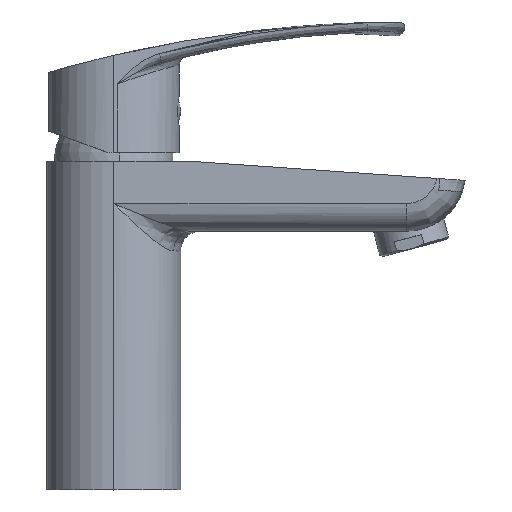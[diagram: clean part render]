
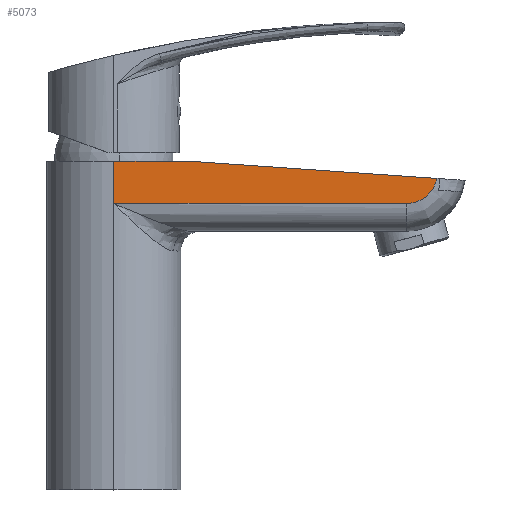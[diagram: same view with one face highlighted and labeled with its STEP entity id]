
A CAD part, top view. The second image highlights one B-rep face of the part: STEP entity #5073.
In plain terms, the highlighted planar face has unit normal (0, 0, 1).
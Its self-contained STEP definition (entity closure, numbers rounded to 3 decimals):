
#978 = VERTEX_POINT ( 'NONE', #63034 ) ;
#1123 = EDGE_CURVE ( 'NONE', #29718, #46092, #15697, .T. ) ;
#1240 = CARTESIAN_POINT ( 'NONE',  ( 0., 0., 22.55 ) ) ;
#1956 = VECTOR ( 'NONE', #2337, 1000. ) ;
#2337 = DIRECTION ( 'NONE',  ( 1., 0., 0. ) ) ;
#2648 = CARTESIAN_POINT ( 'NONE',  ( 99.2, 96.5, 22.55 ) ) ;
#3616 = CARTESIAN_POINT ( 'NONE',  ( 108.015, 102.399, 22.55 ) ) ;
#4569 = CARTESIAN_POINT ( 'NONE',  ( 104.607, 98.373, 22.55 ) ) ;
#5073 = ADVANCED_FACE ( 'NONE', ( #6105 ), #31359, .T. ) ;
#5633 = ORIENTED_EDGE ( 'NONE', *, *, #59195, .T. ) ;
#5914 = EDGE_LOOP ( 'NONE', ( #37794, #5633, #63556, #52624, #8194 ) ) ;
#6105 = FACE_OUTER_BOUND ( 'NONE', #5914, .T. ) ;
#6415 = DIRECTION ( 'NONE',  ( 1., 0., 0. ) ) ;
#6888 = CARTESIAN_POINT ( 'NONE',  ( 0., 96.5, 22.55 ) ) ;
#8194 = ORIENTED_EDGE ( 'NONE', *, *, #22562, .T. ) ;
#8481 = CARTESIAN_POINT ( 'NONE',  ( 108.736, 104.393, 22.55 ) ) ;
#8799 = CARTESIAN_POINT ( 'NONE',  ( 101.317, 96.843, 22.55 ) ) ;
#9118 = CARTESIAN_POINT ( 'NONE',  ( 100.814, 96.728, 22.55 ) ) ;
#9432 = CARTESIAN_POINT ( 'NONE',  ( 108.343, 103.14, 22.55 ) ) ;
#9437 = CARTESIAN_POINT ( 'NONE',  ( 24.8, 110.78, 22.55 ) ) ;
#10097 = CARTESIAN_POINT ( 'NONE',  ( 0., 110.78, 22.55 ) ) ;
#10817 = DIRECTION ( 'NONE',  ( 0.998, -0.069, 0. ) ) ;
#13667 = CARTESIAN_POINT ( 'NONE',  ( 107.914, 102.195, 22.55 ) ) ;
#14304 = CARTESIAN_POINT ( 'NONE',  ( 101.811, 96.99, 22.55 ) ) ;
#15697 = LINE ( 'NONE', #55551, #53585 ) ;
#16084 = VERTEX_POINT ( 'NONE', #10097 ) ;
#17554 = CARTESIAN_POINT ( 'NONE',  ( 100.597, 96.686, 22.55 ) ) ;
#18000 = LINE ( 'NONE', #48117, #40048 ) ;
#18540 = CARTESIAN_POINT ( 'NONE',  ( 108.641, 104.051, 22.55 ) ) ;
#18847 = CARTESIAN_POINT ( 'NONE',  ( 104.215, 98.12, 22.55 ) ) ;
#19166 = CARTESIAN_POINT ( 'NONE',  ( 105.463, 99.046, 22.55 ) ) ;
#22427 = CARTESIAN_POINT ( 'NONE',  ( 99.758, 96.545, 22.55 ) ) ;
#22562 = EDGE_CURVE ( 'NONE', #26619, #46092, #27606, .T. ) ;
#23397 = CARTESIAN_POINT ( 'NONE',  ( 108.621, 103.98, 22.55 ) ) ;
#24039 = CARTESIAN_POINT ( 'NONE',  ( 108.589, 103.874, 22.55 ) ) ;
#24352 = CARTESIAN_POINT ( 'NONE',  ( 108.652, 104.089, 22.55 ) ) ;
#26619 = VERTEX_POINT ( 'NONE', #34895 ) ;
#27606 = B_SPLINE_CURVE_WITH_KNOTS ( 'NONE', 3,
 ( #47025, #2648, #22427, #42183, #61957, #17554, #9118, #8799, #14304, #44104, #38621, #52557, #43165, #63862, #62596, #58705, #47685, #18847, #4569, #33763, #19166, #53843, #28888, #28248, #29210, #34088, #33445, #63252, #48955, #13667, #53200, #3616, #62932, #9432, #28567, #24039, #23397, #18540, #24352, #8481, #48325, #58383 ),
 .UNSPECIFIED., .F., .F.,
 ( 4, 2, 2, 1, 1, 1, 2, 2, 1, 2, 2, 1, 2, 2, 2, 2, 1, 1, 2, 2, 1, 1, 1, 2, 2, 4 ),
 ( 0., 0.117, 0.131, 0.146, 0.175, 0.233, 0.248, 0.263, 0.292, 0.35, 0.379, 0.408, 0.467, 0.525, 0.583, 0.642, 0.7, 0.729, 0.744, 0.759, 0.817, 0.846, 0.861, 0.868, 0.875, 0.934 ),
 .UNSPECIFIED. ) ;
#27718 = DIRECTION ( 'NONE',  ( -1., 0., 0. ) ) ;
#28248 = CARTESIAN_POINT ( 'NONE',  ( 106.353, 99.918, 22.55 ) ) ;
#28567 = CARTESIAN_POINT ( 'NONE',  ( 108.512, 103.628, 22.55 ) ) ;
#28888 = CARTESIAN_POINT ( 'NONE',  ( 106.141, 99.69, 22.55 ) ) ;
#29210 = CARTESIAN_POINT ( 'NONE',  ( 106.756, 100.391, 22.55 ) ) ;
#29718 = VERTEX_POINT ( 'NONE', #9437 ) ;
#31178 = CARTESIAN_POINT ( 'NONE',  ( 108.852, 104.941, 22.55 ) ) ;
#31359 = PLANE ( 'NONE',  #32122 ) ;
#32122 = AXIS2_PLACEMENT_3D ( 'NONE', #1240, #51103, #6415 ) ;
#33445 = CARTESIAN_POINT ( 'NONE',  ( 107.302, 101.138, 22.55 ) ) ;
#33763 = CARTESIAN_POINT ( 'NONE',  ( 104.981, 98.652, 22.55 ) ) ;
#34088 = CARTESIAN_POINT ( 'NONE',  ( 106.948, 100.639, 22.55 ) ) ;
#34895 = CARTESIAN_POINT ( 'NONE',  ( 98.639, 96.5, 22.55 ) ) ;
#37794 = ORIENTED_EDGE ( 'NONE', *, *, #1123, .F. ) ;
#38621 = CARTESIAN_POINT ( 'NONE',  ( 102.298, 97.165, 22.55 ) ) ;
#38658 = DIRECTION ( 'NONE',  ( 0., 1., 0. ) ) ;
#40048 = VECTOR ( 'NONE', #27718, 1000. ) ;
#42183 = CARTESIAN_POINT ( 'NONE',  ( 100.381, 96.647, 22.55 ) ) ;
#43165 = CARTESIAN_POINT ( 'NONE',  ( 102.585, 97.276, 22.55 ) ) ;
#43206 = LINE ( 'NONE', #62970, #49558 ) ;
#44104 = CARTESIAN_POINT ( 'NONE',  ( 102.159, 97.114, 22.55 ) ) ;
#46092 = VERTEX_POINT ( 'NONE', #31178 ) ;
#47025 = CARTESIAN_POINT ( 'NONE',  ( 98.639, 96.5, 22.55 ) ) ;
#47685 = CARTESIAN_POINT ( 'NONE',  ( 103.949, 97.957, 22.55 ) ) ;
#48117 = CARTESIAN_POINT ( 'NONE',  ( 0., 110.78, 22.55 ) ) ;
#48325 = CARTESIAN_POINT ( 'NONE',  ( 108.8, 104.666, 22.55 ) ) ;
#48955 = CARTESIAN_POINT ( 'NONE',  ( 107.809, 101.99, 22.55 ) ) ;
#49558 = VECTOR ( 'NONE', #38658, 1000. ) ;
#50342 = LINE ( 'NONE', #6888, #1956 ) ;
#51103 = DIRECTION ( 'NONE',  ( 0., 0., 1. ) ) ;
#52450 = EDGE_CURVE ( 'NONE', #978, #16084, #43206, .T. ) ;
#52557 = CARTESIAN_POINT ( 'NONE',  ( 102.371, 97.192, 22.55 ) ) ;
#52624 = ORIENTED_EDGE ( 'NONE', *, *, #52693, .T. ) ;
#52693 = EDGE_CURVE ( 'NONE', #978, #26619, #50342, .T. ) ;
#53200 = CARTESIAN_POINT ( 'NONE',  ( 107.982, 102.332, 22.55 ) ) ;
#53585 = VECTOR ( 'NONE', #10817, 1000. ) ;
#53843 = CARTESIAN_POINT ( 'NONE',  ( 105.696, 99.255, 22.55 ) ) ;
#55551 = CARTESIAN_POINT ( 'NONE',  ( 7.778, 111.963, 22.55 ) ) ;
#58383 = CARTESIAN_POINT ( 'NONE',  ( 108.852, 104.941, 22.55 ) ) ;
#58705 = CARTESIAN_POINT ( 'NONE',  ( 103.818, 97.88, 22.55 ) ) ;
#59195 = EDGE_CURVE ( 'NONE', #29718, #16084, #18000, .T. ) ;
#61957 = CARTESIAN_POINT ( 'NONE',  ( 100.452, 96.659, 22.55 ) ) ;
#62596 = CARTESIAN_POINT ( 'NONE',  ( 103.417, 97.658, 22.55 ) ) ;
#62932 = CARTESIAN_POINT ( 'NONE',  ( 108.172, 102.733, 22.55 ) ) ;
#62970 = CARTESIAN_POINT ( 'NONE',  ( 0., 111.6, 22.55 ) ) ;
#63034 = CARTESIAN_POINT ( 'NONE',  ( 0., 96.5, 22.55 ) ) ;
#63252 = CARTESIAN_POINT ( 'NONE',  ( 107.55, 101.523, 22.55 ) ) ;
#63556 = ORIENTED_EDGE ( 'NONE', *, *, #52450, .F. ) ;
#63862 = CARTESIAN_POINT ( 'NONE',  ( 103.007, 97.453, 22.55 ) ) ;
